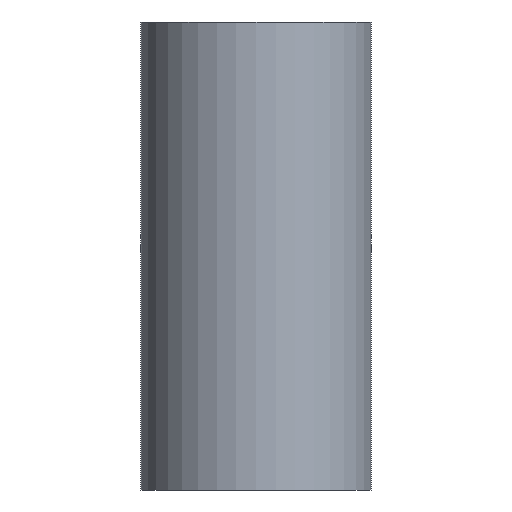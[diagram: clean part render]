
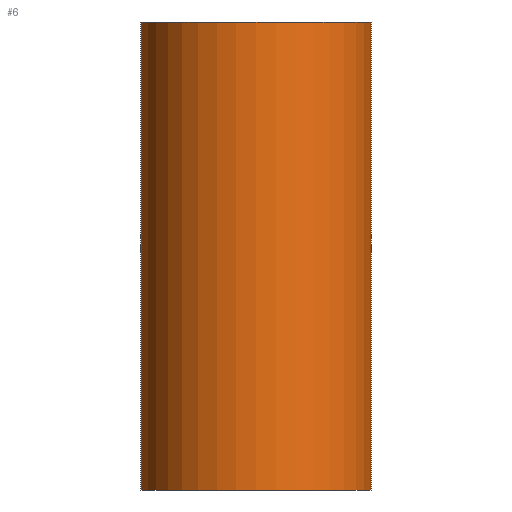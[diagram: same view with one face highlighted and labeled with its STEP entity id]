
A CAD part, front view. The second image highlights one B-rep face of the part: STEP entity #6.
In plain terms, the highlighted cylindrical face has radius 3.7 mm (diameter 7.4 mm), a partial arc.
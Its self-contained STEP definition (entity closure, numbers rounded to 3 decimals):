
#2 = DIRECTION ( 'NONE',  ( 0., 0., 1. ) ) ;
#6 = ADVANCED_FACE ( 'NONE', ( #198 ), #154, .T. ) ;
#11 = VERTEX_POINT ( 'NONE', #173 ) ;
#16 = EDGE_CURVE ( 'NONE', #216, #11, #174, .T. ) ;
#18 = ORIENTED_EDGE ( 'NONE', *, *, #171, .T. ) ;
#19 = VECTOR ( 'NONE', #101, 1000. ) ;
#20 = EDGE_CURVE ( 'NONE', #92, #234, #82, .T. ) ;
#35 = CARTESIAN_POINT ( 'NONE',  ( -3.7, 0., 0. ) ) ;
#49 = LINE ( 'NONE', #209, #193 ) ;
#51 = CARTESIAN_POINT ( 'NONE',  ( 0., 0., 0. ) ) ;
#55 = CARTESIAN_POINT ( 'NONE',  ( 0., 0., 15. ) ) ;
#66 = EDGE_CURVE ( 'NONE', #234, #11, #49, .T. ) ;
#73 = DIRECTION ( 'NONE',  ( 0., 0., -1. ) ) ;
#75 = DIRECTION ( 'NONE',  ( 0., 0., 1. ) ) ;
#82 = CIRCLE ( 'NONE', #132, 3.7 ) ;
#92 = VERTEX_POINT ( 'NONE', #211 ) ;
#94 = ORIENTED_EDGE ( 'NONE', *, *, #20, .F. ) ;
#97 = DIRECTION ( 'NONE',  ( 0., 0., -1. ) ) ;
#99 = DIRECTION ( 'NONE',  ( 1., 0., 0. ) ) ;
#101 = DIRECTION ( 'NONE',  ( 0., 0., -1. ) ) ;
#117 = EDGE_LOOP ( 'NONE', ( #194, #94, #18, #210 ) ) ;
#132 = AXIS2_PLACEMENT_3D ( 'NONE', #237, #75, #99 ) ;
#144 = CARTESIAN_POINT ( 'NONE',  ( 3.7, 0., 15. ) ) ;
#154 = CYLINDRICAL_SURFACE ( 'NONE', #203, 3.7 ) ;
#156 = DIRECTION ( 'NONE',  ( -1., 0., 0. ) ) ;
#163 = LINE ( 'NONE', #218, #19 ) ;
#171 = EDGE_CURVE ( 'NONE', #92, #216, #163, .T. ) ;
#173 = CARTESIAN_POINT ( 'NONE',  ( 3.7, 0., 0. ) ) ;
#174 = CIRCLE ( 'NONE', #226, 3.7 ) ;
#177 = DIRECTION ( 'NONE',  ( 1., 0., 0. ) ) ;
#193 = VECTOR ( 'NONE', #73, 1000. ) ;
#194 = ORIENTED_EDGE ( 'NONE', *, *, #66, .F. ) ;
#198 = FACE_OUTER_BOUND ( 'NONE', #117, .T. ) ;
#203 = AXIS2_PLACEMENT_3D ( 'NONE', #55, #97, #156 ) ;
#209 = CARTESIAN_POINT ( 'NONE',  ( 3.7, 0., 15. ) ) ;
#210 = ORIENTED_EDGE ( 'NONE', *, *, #16, .T. ) ;
#211 = CARTESIAN_POINT ( 'NONE',  ( -3.7, 0., 15. ) ) ;
#216 = VERTEX_POINT ( 'NONE', #35 ) ;
#218 = CARTESIAN_POINT ( 'NONE',  ( -3.7, 0., 15. ) ) ;
#226 = AXIS2_PLACEMENT_3D ( 'NONE', #51, #2, #177 ) ;
#234 = VERTEX_POINT ( 'NONE', #144 ) ;
#237 = CARTESIAN_POINT ( 'NONE',  ( 0., 0., 15. ) ) ;
